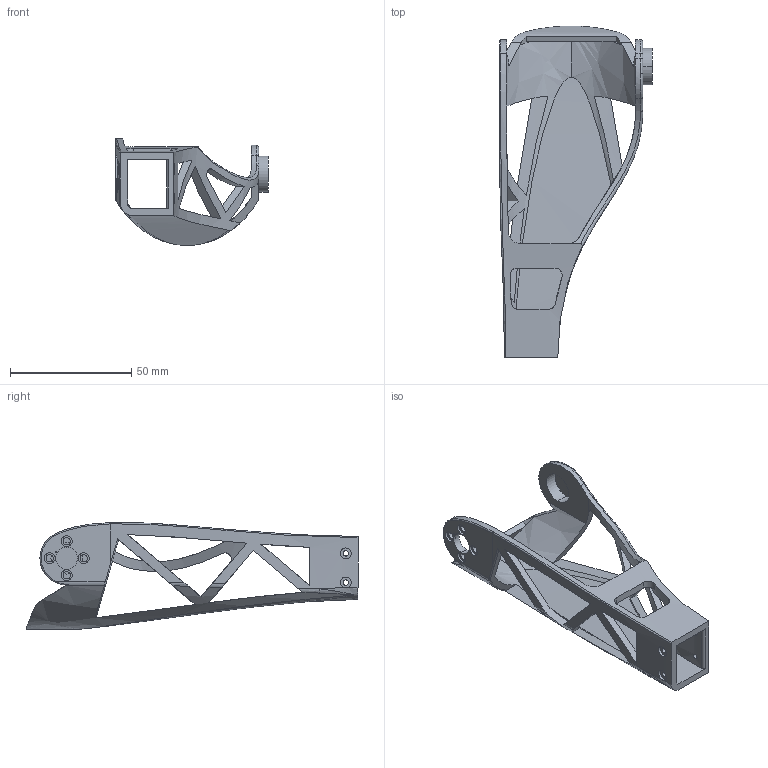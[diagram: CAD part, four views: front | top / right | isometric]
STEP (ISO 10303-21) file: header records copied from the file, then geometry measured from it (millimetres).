
FILE_DESCRIPTION (( 'STEP AP203' ), '1' );
FILE_NAME ('forearmV2_MX-28-right_sldprt.STEP', '2021-10-27T16:36:41', ( '' ), ( '' ), 'SwSTEP 2.0', 'SolidWorks 2021', '' );
FILE_SCHEMA (( 'CONFIG_CONTROL_DESIGN' ));
Length unit declared in the file: millimetre
Products named in the file (1): forearmV2_MX-28-right_sldprt
Bounding box: 63 x 136.76 x 44.05 mm (x, y, z)
Volume: 28199.5 mm3; surface area: 23631 mm2
Topology: 1 solids, 1 shells, 239 faces, 669 edges, 440 vertices
Faces by surface type: plane 95, bspline 82, cylinder 58, torus 4
Entity records: 11929 total; most frequent: CARTESIAN_POINT 6344, ORIENTED_EDGE 1338, DIRECTION 806, EDGE_CURVE 669, VERTEX_POINT 440, VECTOR 300, LINE 300, EDGE_LOOP 285
